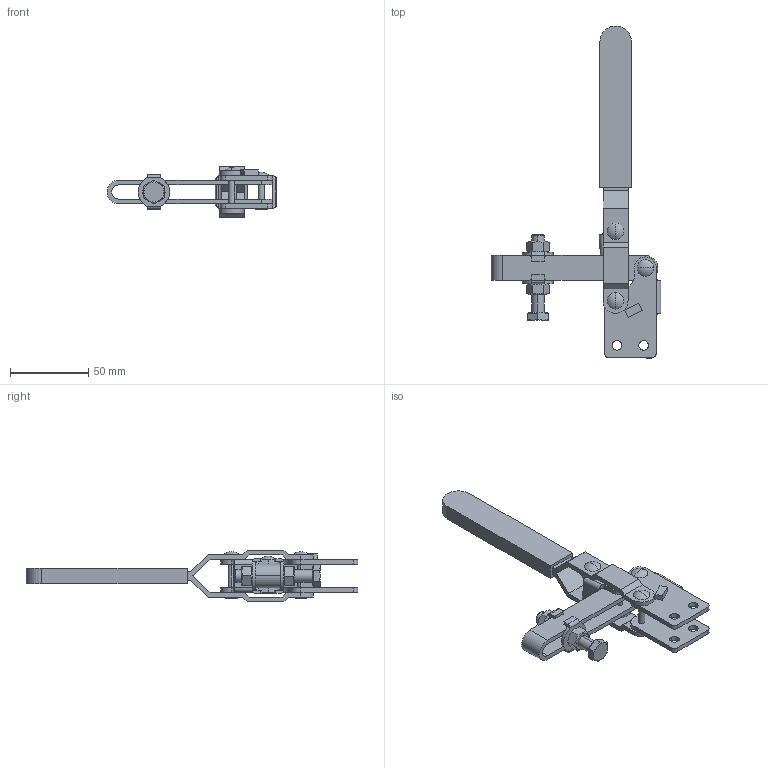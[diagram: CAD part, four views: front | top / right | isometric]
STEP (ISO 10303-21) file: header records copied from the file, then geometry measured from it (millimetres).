
FILE_DESCRIPTION (( 'STEP AP214' ), '1' );
FILE_NAME ('GH-12412(Â²¤Æ)-1.STEP', '2020-05-22T06:03:57', ( 'LinWei' ), ( '' ), 'SwSTEP 2.0', 'SolidWorks 2016', '' );
FILE_SCHEMA (( 'AUTOMOTIVE_DESIGN' ));
Length unit declared in the file: millimetre
Products named in the file (6): Group2^GH-12412(簡化)-1; Group5^GH-12412(簡化)-1; 11141208-1^GH-12412(簡化)-1; Group4^GH-12412(簡化)-1; GH-12412(簡化)-1; Group1^GH-12412(簡化)-1
Assembly tree (5 placements, depth 2):
  GH-12412(簡化)-1
    Group4^GH-12412(簡化)-1
    11141208-1^GH-12412(簡化)-1
    Group5^GH-12412(簡化)-1
    Group2^GH-12412(簡化)-1
    Group1^GH-12412(簡化)-1
Bounding box: 108.5 x 212 x 33 mm (x, y, z)
Volume: 60312.9 mm3; surface area: 37516.2 mm2
Topology: 5 solids, 5 shells, 251 faces, 643 edges, 420 vertices
Faces by surface type: plane 124, cylinder 97, cone 12, torus 10, sphere 8
Entity records: 9107 total; most frequent: CARTESIAN_POINT 1832, DIRECTION 1349, ORIENTED_EDGE 1286, EDGE_CURVE 643, AXIS2_PLACEMENT_3D 501, VERTEX_POINT 420, VECTOR 347, LINE 347
